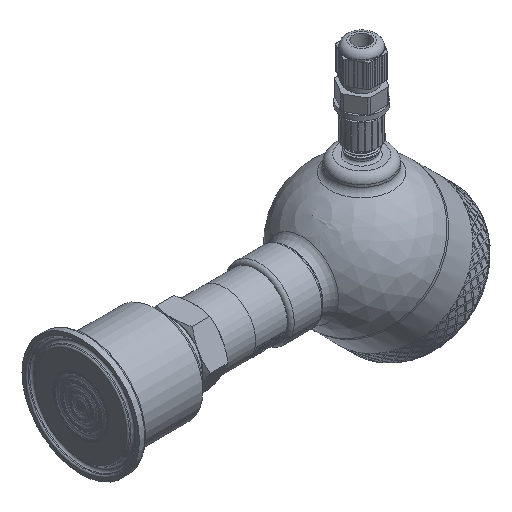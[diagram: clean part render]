
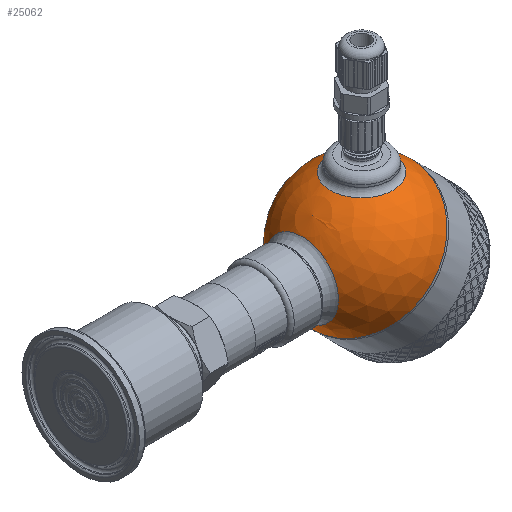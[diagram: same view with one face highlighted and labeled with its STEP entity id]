
A CAD part, isometric view. The second image highlights one B-rep face of the part: STEP entity #25062.
In plain terms, the highlighted spherical face has radius 30 mm.
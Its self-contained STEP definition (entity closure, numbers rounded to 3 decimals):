
#39=SPHERICAL_SURFACE('',#26620,30.);
#136=FACE_BOUND('',#3735,.T.);
#137=FACE_BOUND('',#3736,.T.);
#2079=FACE_OUTER_BOUND('',#3734,.T.);
#3734=EDGE_LOOP('',(#18617,#18618,#18619,#18620));
#3735=EDGE_LOOP('',(#18621));
#3736=EDGE_LOOP('',(#18622));
#5274=CIRCLE('',#26617,15.643);
#5277=CIRCLE('',#26621,30.);
#5278=CIRCLE('',#26622,30.);
#5279=CIRCLE('',#26623,30.);
#5280=CIRCLE('',#26624,13.5);
#10572=VERTEX_POINT('',#47831);
#10574=VERTEX_POINT('',#47837);
#10575=VERTEX_POINT('',#47838);
#10576=VERTEX_POINT('',#47840);
#10577=VERTEX_POINT('',#47843);
#13567=EDGE_CURVE('',#10572,#10572,#5274,.T.);
#13570=EDGE_CURVE('',#10574,#10575,#5277,.T.);
#13571=EDGE_CURVE('',#10574,#10576,#5278,.T.);
#13572=EDGE_CURVE('',#10575,#10574,#5279,.T.);
#13573=EDGE_CURVE('',#10577,#10577,#5280,.T.);
#18617=ORIENTED_EDGE('',*,*,#13570,.F.);
#18618=ORIENTED_EDGE('',*,*,#13571,.T.);
#18619=ORIENTED_EDGE('',*,*,#13571,.F.);
#18620=ORIENTED_EDGE('',*,*,#13572,.F.);
#18621=ORIENTED_EDGE('',*,*,#13567,.F.);
#18622=ORIENTED_EDGE('',*,*,#13573,.F.);
#25062=ADVANCED_FACE('',(#2079,#136,#137),#39,.T.);
#26617=AXIS2_PLACEMENT_3D('',#47832,#28489,#28490);
#26620=AXIS2_PLACEMENT_3D('',#47836,#28495,#28496);
#26621=AXIS2_PLACEMENT_3D('',#47839,#28497,#28498);
#26622=AXIS2_PLACEMENT_3D('',#47841,#28499,#28500);
#26623=AXIS2_PLACEMENT_3D('',#47842,#28501,#28502);
#26624=AXIS2_PLACEMENT_3D('',#47844,#28503,#28504);
#28489=DIRECTION('center_axis',(-0.707,0.,0.707));
#28490=DIRECTION('ref_axis',(0.707,0.,0.707));
#28495=DIRECTION('center_axis',(1.,0.,0.));
#28496=DIRECTION('ref_axis',(0.,-1.,0.));
#28497=DIRECTION('center_axis',(1.,0.,0.));
#28498=DIRECTION('ref_axis',(0.,1.,0.));
#28499=DIRECTION('center_axis',(0.,0.,1.));
#28500=DIRECTION('ref_axis',(0.,1.,0.));
#28501=DIRECTION('center_axis',(1.,0.,0.));
#28502=DIRECTION('ref_axis',(0.,1.,0.));
#28503=DIRECTION('center_axis',(-0.707,0.,-0.707));
#28504=DIRECTION('ref_axis',(-0.707,0.,0.707));
#47831=CARTESIAN_POINT('',(-29.162,0.,7.04));
#47832=CARTESIAN_POINT('Origin',(-18.101,0.,18.101));
#47836=CARTESIAN_POINT('Origin',(0.,0.,0.));
#47837=CARTESIAN_POINT('',(0.,30.,0.));
#47838=CARTESIAN_POINT('',(0.,-30.,0.));
#47839=CARTESIAN_POINT('Origin',(0.,0.,0.));
#47840=CARTESIAN_POINT('',(-30.,0.,0.));
#47841=CARTESIAN_POINT('Origin',(0.,0.,0.));
#47842=CARTESIAN_POINT('Origin',(0.,0.,0.));
#47843=CARTESIAN_POINT('',(-9.398,0.,-28.49));
#47844=CARTESIAN_POINT('Origin',(-18.944,0.,-18.944));
